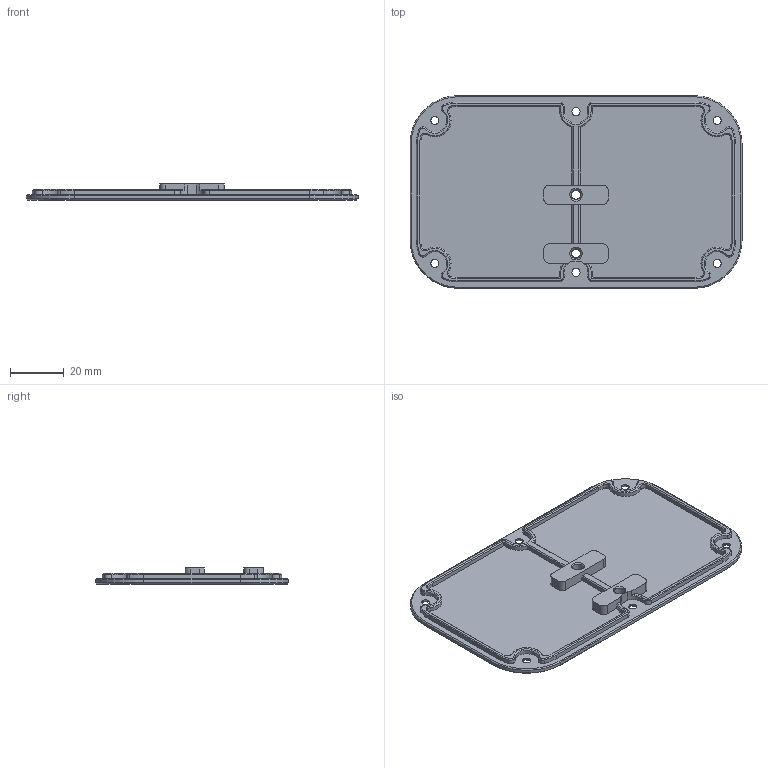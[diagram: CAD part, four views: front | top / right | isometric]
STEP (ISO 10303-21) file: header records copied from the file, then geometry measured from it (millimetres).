
FILE_DESCRIPTION(/* description */ (''),/* implementation_level */ '2;1');
FILE_NAME(/* name */ 'bottom-cover-b.step',/* time_stamp */ '2023-09-16T07:39:25-04:00',/* author */ (''),/* organization */ (''),/* preprocessor_version */ 'ST-DEVELOPER v20',/* originating_system */ 'Autodesk Translation Framework v12.9.0.99',/* authorisation */ '');
FILE_SCHEMA (('AUTOMOTIVE_DESIGN { 1 0 10303 214 3 1 1 }'));
Length unit declared in the file: millimetre
Products named in the file (1): bottom-cover-b
Bounding box: 124 x 72 x 6 mm (x, y, z)
Volume: 19696.2 mm3; surface area: 19841.8 mm2
Topology: 1 solids, 1 shells, 230 faces, 577 edges, 352 vertices
Faces by surface type: plane 80, cylinder 77, cone 73
Full cylindrical faces by diameter (mm): 3 x6, 3.3 x2, 3.9 x2
Entity records: 6891 total; most frequent: DIRECTION 1264, CARTESIAN_POINT 1174, ORIENTED_EDGE 1154, EDGE_CURVE 577, AXIS2_PLACEMENT_3D 462, VERTEX_POINT 352, LINE 340, VECTOR 340
